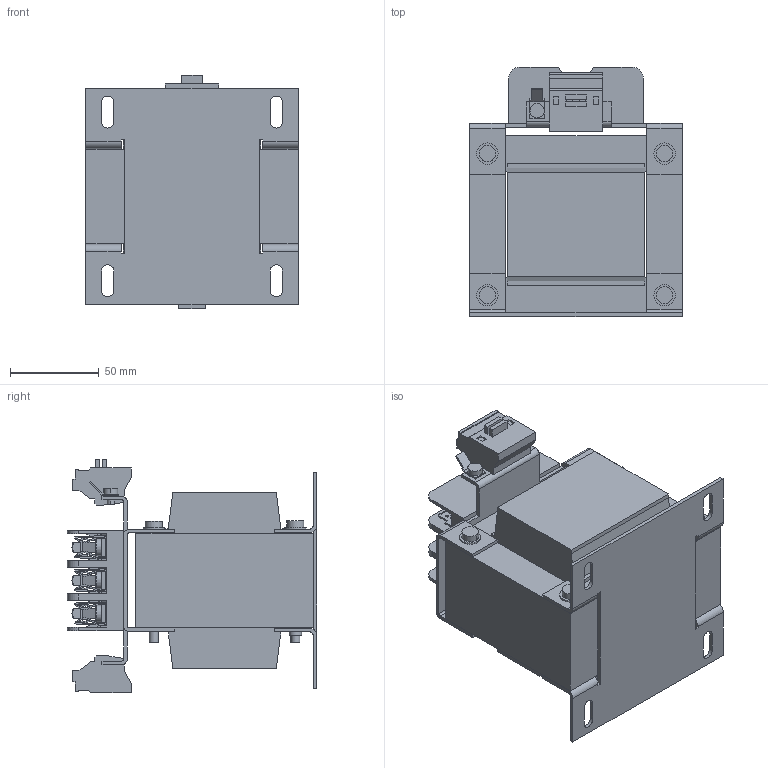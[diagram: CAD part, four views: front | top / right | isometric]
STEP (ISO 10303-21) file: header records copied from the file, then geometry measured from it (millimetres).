
FILE_DESCRIPTION (( 'STEP AP203' ), '1' );
FILE_NAME ('CT-035-048-12-1.step', '2024-10-31T17:05:38', ( '' ), ( '' ), 'SwSTEP 2.0', 'SolidWorks 2023', '' );
FILE_SCHEMA (( 'CONFIG_CONTROL_DESIGN' ));
Length unit declared in the file: inch
Products named in the file (1): CT-035-048-12-1
Bounding box: 120 x 140.75 x 132 mm (x, y, z)
Volume: 993131.5 mm3; surface area: 173159.2 mm2
Topology: 2 solids, 8 shells, 1588 faces, 4628 edges, 3046 vertices
Faces by surface type: plane 1027, cylinder 531, cone 24, bspline 6
Entity records: 55005 total; most frequent: CARTESIAN_POINT 12609, ORIENTED_EDGE 9256, DIRECTION 8410, EDGE_CURVE 4628, VERTEX_POINT 3046, LINE 3040, VECTOR 3040, AXIS2_PLACEMENT_3D 2685
